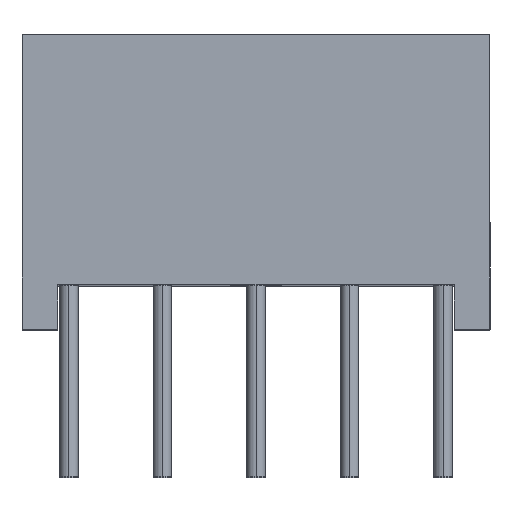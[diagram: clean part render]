
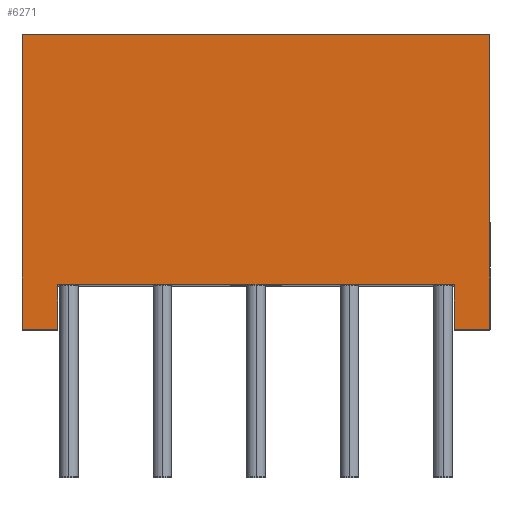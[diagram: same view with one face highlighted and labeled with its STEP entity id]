
A CAD part, top view. The second image highlights one B-rep face of the part: STEP entity #6271.
In plain terms, the highlighted planar face has unit normal (0, 0, 1).
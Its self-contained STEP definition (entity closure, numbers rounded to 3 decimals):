
#54 = EDGE_CURVE ( 'NONE', #11062, #11061, #6083, .T. ) ;
#649 = LINE ( 'NONE', #650, #6837 ) ;
#650 = CARTESIAN_POINT ( 'NONE',  ( -6.35, -8., 9.525 ) ) ;
#651 = DIRECTION ( 'NONE',  ( 0., 1., 0. ) ) ;
#673 = LINE ( 'NONE', #674, #6845 ) ;
#674 = CARTESIAN_POINT ( 'NONE',  ( -6.35, -8., 9.525 ) ) ;
#675 = DIRECTION ( 'NONE',  ( 1., 0., 0. ) ) ;
#5000 = VECTOR ( 'NONE', #9151, 1000. ) ;
#5017 = VECTOR ( 'NONE', #9202, 1000. ) ;
#5026 = VECTOR ( 'NONE', #9814, 1000. ) ;
#5028 = VECTOR ( 'NONE', #9820, 1000. ) ;
#5584 = EDGE_LOOP ( 'NONE', ( #5914, #5913, #5912, #5915, #5911, #5910, #5909, #5908 ) ) ;
#5908 = ORIENTED_EDGE ( 'NONE', *, *, #6489, .F. ) ;
#5909 = ORIENTED_EDGE ( 'NONE', *, *, #6214, .F. ) ;
#5910 = ORIENTED_EDGE ( 'NONE', *, *, #13629, .T. ) ;
#5911 = ORIENTED_EDGE ( 'NONE', *, *, #10093, .T. ) ;
#5912 = ORIENTED_EDGE ( 'NONE', *, *, #54, .T. ) ;
#5913 = ORIENTED_EDGE ( 'NONE', *, *, #10076, .T. ) ;
#5914 = ORIENTED_EDGE ( 'NONE', *, *, #6497, .T. ) ;
#5915 = ORIENTED_EDGE ( 'NONE', *, *, #13631, .T. ) ;
#6083 = LINE ( 'NONE', #6084, #9858 ) ;
#6084 = CARTESIAN_POINT ( 'NONE',  ( 0., -6.8, 9.525 ) ) ;
#6085 = DIRECTION ( 'NONE',  ( 1., 0., 0. ) ) ;
#6214 = EDGE_CURVE ( 'NONE', #11202, #11203, #12060, .T. ) ;
#6271 = ADVANCED_FACE ( 'NONE', ( #6747 ), #12308, .T. ) ;
#6489 = EDGE_CURVE ( 'NONE', #11224, #11202, #649, .T. ) ;
#6497 = EDGE_CURVE ( 'NONE', #11224, #11170, #673, .T. ) ;
#6747 = FACE_OUTER_BOUND ( 'NONE', #5584, .T. ) ;
#6750 = AXIS2_PLACEMENT_3D ( 'NONE', #12309, #12310, #12311 ) ;
#6837 = VECTOR ( 'NONE', #651, 1000. ) ;
#6845 = VECTOR ( 'NONE', #675, 1000. ) ;
#6977 = VECTOR ( 'NONE', #12062, 1000. ) ;
#9149 = LINE ( 'NONE', #9150, #5000 ) ;
#9150 = CARTESIAN_POINT ( 'NONE',  ( -5.375, -15.816, 9.525 ) ) ;
#9151 = DIRECTION ( 'NONE',  ( 0., 1., 0. ) ) ;
#9200 = LINE ( 'NONE', #9201, #5017 ) ;
#9201 = CARTESIAN_POINT ( 'NONE',  ( -6.35, -8., 9.525 ) ) ;
#9202 = DIRECTION ( 'NONE',  ( 1., 0., 0. ) ) ;
#9448 = CARTESIAN_POINT ( 'NONE',  ( 5.375, -6.8, 9.525 ) ) ;
#9449 = CARTESIAN_POINT ( 'NONE',  ( -5.375, -6.8, 9.525 ) ) ;
#9549 = CARTESIAN_POINT ( 'NONE',  ( 6.35, -8., 9.525 ) ) ;
#9550 = CARTESIAN_POINT ( 'NONE',  ( 5.375, -8., 9.525 ) ) ;
#9557 = CARTESIAN_POINT ( 'NONE',  ( -5.375, -8., 9.525 ) ) ;
#9589 = CARTESIAN_POINT ( 'NONE',  ( -6.35, 0., 9.525 ) ) ;
#9590 = CARTESIAN_POINT ( 'NONE',  ( 6.35, 0., 9.525 ) ) ;
#9611 = CARTESIAN_POINT ( 'NONE',  ( -6.35, -8., 9.525 ) ) ;
#9812 = LINE ( 'NONE', #9813, #5026 ) ;
#9813 = CARTESIAN_POINT ( 'NONE',  ( 6.35, -8., 9.525 ) ) ;
#9814 = DIRECTION ( 'NONE',  ( 0., 1., 0. ) ) ;
#9818 = LINE ( 'NONE', #9819, #5028 ) ;
#9819 = CARTESIAN_POINT ( 'NONE',  ( 5.375, -15.816, 9.525 ) ) ;
#9820 = DIRECTION ( 'NONE',  ( 0., -1., 0. ) ) ;
#9858 = VECTOR ( 'NONE', #6085, 1000. ) ;
#10076 = EDGE_CURVE ( 'NONE', #11170, #11062, #9149, .T. ) ;
#10093 = EDGE_CURVE ( 'NONE', #11163, #11162, #9200, .T. ) ;
#11061 = VERTEX_POINT ( 'NONE', #9448 ) ;
#11062 = VERTEX_POINT ( 'NONE', #9449 ) ;
#11162 = VERTEX_POINT ( 'NONE', #9549 ) ;
#11163 = VERTEX_POINT ( 'NONE', #9550 ) ;
#11170 = VERTEX_POINT ( 'NONE', #9557 ) ;
#11202 = VERTEX_POINT ( 'NONE', #9589 ) ;
#11203 = VERTEX_POINT ( 'NONE', #9590 ) ;
#11224 = VERTEX_POINT ( 'NONE', #9611 ) ;
#12060 = LINE ( 'NONE', #12061, #6977 ) ;
#12061 = CARTESIAN_POINT ( 'NONE',  ( -6.35, 0., 9.525 ) ) ;
#12062 = DIRECTION ( 'NONE',  ( 1., 0., 0. ) ) ;
#12308 = PLANE ( 'NONE',  #6750 ) ;
#12309 = CARTESIAN_POINT ( 'NONE',  ( -6.35, -8., 9.525 ) ) ;
#12310 = DIRECTION ( 'NONE',  ( 0., 0., 1. ) ) ;
#12311 = DIRECTION ( 'NONE',  ( 1., 0., 0. ) ) ;
#13629 = EDGE_CURVE ( 'NONE', #11162, #11203, #9812, .T. ) ;
#13631 = EDGE_CURVE ( 'NONE', #11061, #11163, #9818, .T. ) ;
